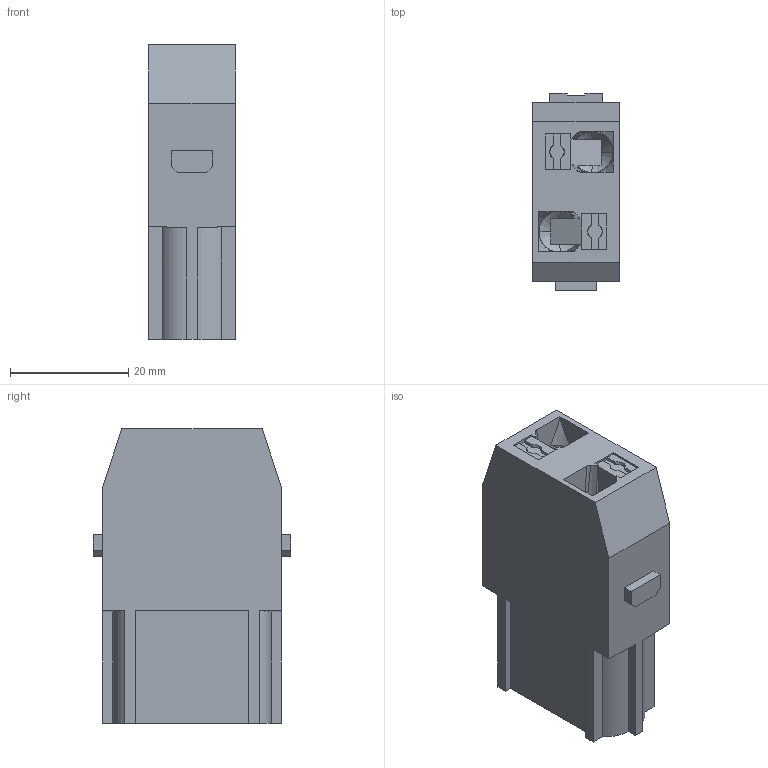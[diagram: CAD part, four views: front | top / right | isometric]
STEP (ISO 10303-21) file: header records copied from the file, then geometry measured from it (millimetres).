
FILE_DESCRIPTION(('CATIA V5 STEP Exchange','CAx-IF Rec.Pracs.--- Model Styling and Organization---1.4--- 2014-01-23'),'2;1');
FILE_NAME ('1295262-1_1', '2021-01-18T07:33:28+00:00', ('none'), ('Weidmueller'), 'CATIA Version 5-6 Release 2016 SP3 HF44', 'CATIA V5 STEP AP214', 'none');
FILE_SCHEMA(('AUTOMOTIVE_DESIGN { 1 0 10303 214 1 1 1 1 }'));
Length unit declared in the file: millimetre
Products named in the file (1): 2772820000
Bounding box: 14.6 x 33.4 x 49.95 mm (x, y, z)
Volume: 15005.7 mm3; surface area: 9141.3 mm2
Topology: 5 solids, 5 shells, 199 faces, 550 edges, 368 vertices
Faces by surface type: plane 143, cone 41, cylinder 10, bspline 5
Entity records: 7451 total; most frequent: CARTESIAN_POINT 2687, ORIENTED_EDGE 1100, DIRECTION 768, EDGE_CURVE 550, VECTOR 377, LINE 377, VERTEX_POINT 368, AXIS2_PLACEMENT_3D 216
